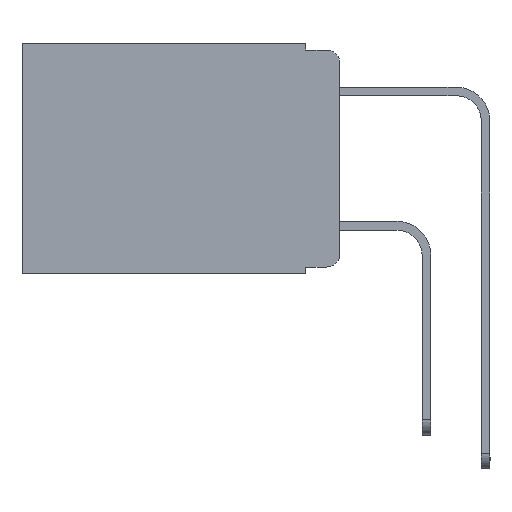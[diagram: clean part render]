
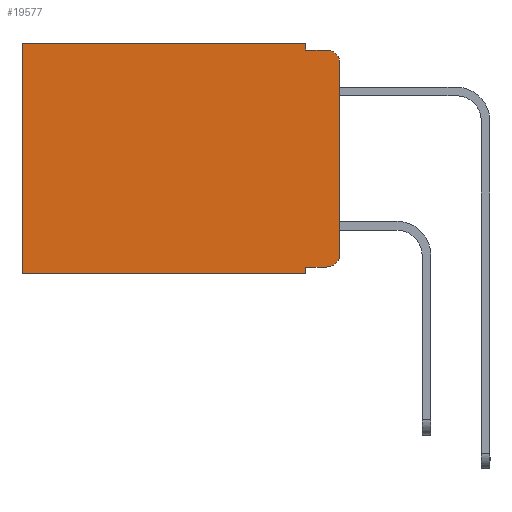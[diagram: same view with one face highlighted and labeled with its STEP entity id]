
A CAD part, left-side view. The second image highlights one B-rep face of the part: STEP entity #19577.
In plain terms, the highlighted planar face has unit normal (-1, 0, 0).
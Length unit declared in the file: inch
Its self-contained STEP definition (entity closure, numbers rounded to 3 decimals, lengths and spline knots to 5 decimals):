
#222 = VERTEX_POINT ( 'NONE', #4562 ) ;
#1036 = VERTEX_POINT ( 'NONE', #16407 ) ;
#1111 = LINE ( 'NONE', #1213, #11387 ) ;
#1213 = CARTESIAN_POINT ( 'NONE',  ( 0.298, 0., 0. ) ) ;
#1240 = CARTESIAN_POINT ( 'NONE',  ( 0.298, 0.02, -0.333 ) ) ;
#1295 = PLANE ( 'NONE',  #14535 ) ;
#1422 = AXIS2_PLACEMENT_3D ( 'NONE', #13335, #18244, #11716 ) ;
#1755 = CIRCLE ( 'NONE', #1422, 0.02 ) ;
#2202 = VERTEX_POINT ( 'NONE', #15095 ) ;
#2204 = DIRECTION ( 'NONE',  ( 0., 0., -1. ) ) ;
#2378 = ORIENTED_EDGE ( 'NONE', *, *, #8706, .T. ) ;
#2503 = LINE ( 'NONE', #6905, #15295 ) ;
#2864 = CIRCLE ( 'NONE', #17847, 0.02 ) ;
#2902 = LINE ( 'NONE', #6071, #14037 ) ;
#3564 = VERTEX_POINT ( 'NONE', #12830 ) ;
#4562 = CARTESIAN_POINT ( 'NONE',  ( 0.298, 0.051, -0.01 ) ) ;
#4741 = DIRECTION ( 'NONE',  ( -1., 0., 0. ) ) ;
#5178 = ORIENTED_EDGE ( 'NONE', *, *, #12101, .T. ) ;
#5212 = VERTEX_POINT ( 'NONE', #12617 ) ;
#5726 = EDGE_LOOP ( 'NONE', ( #16867, #6762, #18586, #18911, #5178, #19067, #10447, #12260, #2378, #12570 ) ) ;
#6071 = CARTESIAN_POINT ( 'NONE',  ( 0.298, 0.051, -0.01 ) ) ;
#6310 = VERTEX_POINT ( 'NONE', #18291 ) ;
#6762 = ORIENTED_EDGE ( 'NONE', *, *, #9470, .T. ) ;
#6845 = VERTEX_POINT ( 'NONE', #15310 ) ;
#6905 = CARTESIAN_POINT ( 'NONE',  ( 0.298, 0.051, 0. ) ) ;
#7209 = FACE_OUTER_BOUND ( 'NONE', #5726, .T. ) ;
#7236 = EDGE_CURVE ( 'NONE', #11598, #6845, #1755, .T. ) ;
#7668 = EDGE_CURVE ( 'NONE', #3564, #2202, #11792, .T. ) ;
#8118 = CARTESIAN_POINT ( 'NONE',  ( 0.298, 0.051, -0.333 ) ) ;
#8448 = EDGE_CURVE ( 'NONE', #17686, #6845, #13245, .T. ) ;
#8706 = EDGE_CURVE ( 'NONE', #5212, #11598, #15793, .T. ) ;
#9052 = CARTESIAN_POINT ( 'NONE',  ( 0.298, 0., 0. ) ) ;
#9218 = DIRECTION ( 'NONE',  ( 0., 0., -1. ) ) ;
#9470 = EDGE_CURVE ( 'NONE', #17686, #6310, #2864, .T. ) ;
#10276 = DIRECTION ( 'NONE',  ( 0., 1., 0. ) ) ;
#10407 = DIRECTION ( 'NONE',  ( 0., 0., -1. ) ) ;
#10447 = ORIENTED_EDGE ( 'NONE', *, *, #17864, .F. ) ;
#11095 = VECTOR ( 'NONE', #19322, 39.37008 ) ;
#11238 = EDGE_CURVE ( 'NONE', #19629, #222, #2503, .T. ) ;
#11387 = VECTOR ( 'NONE', #16506, 39.37008 ) ;
#11598 = VERTEX_POINT ( 'NONE', #1240 ) ;
#11665 = VECTOR ( 'NONE', #10407, 39.37008 ) ;
#11716 = DIRECTION ( 'NONE',  ( 0., 0., -1. ) ) ;
#11792 = LINE ( 'NONE', #15059, #17073 ) ;
#11930 = CARTESIAN_POINT ( 'NONE',  ( 0.298, 0., 0. ) ) ;
#12008 = DIRECTION ( 'NONE',  ( 0., 0., -1. ) ) ;
#12101 = EDGE_CURVE ( 'NONE', #19629, #3564, #1111, .T. ) ;
#12183 = VECTOR ( 'NONE', #10276, 39.37008 ) ;
#12260 = ORIENTED_EDGE ( 'NONE', *, *, #12976, .F. ) ;
#12287 = DIRECTION ( 'NONE',  ( 0., -1., 0. ) ) ;
#12412 = CARTESIAN_POINT ( 'NONE',  ( 0.298, 0.051, 0. ) ) ;
#12570 = ORIENTED_EDGE ( 'NONE', *, *, #7236, .T. ) ;
#12617 = CARTESIAN_POINT ( 'NONE',  ( 0.298, 0.051, -0.333 ) ) ;
#12830 = CARTESIAN_POINT ( 'NONE',  ( 0.298, 0.473, 0. ) ) ;
#12976 = EDGE_CURVE ( 'NONE', #5212, #1036, #17802, .T. ) ;
#13172 = EDGE_CURVE ( 'NONE', #222, #6310, #2902, .T. ) ;
#13245 = LINE ( 'NONE', #11930, #11665 ) ;
#13335 = CARTESIAN_POINT ( 'NONE',  ( 0.298, 0.02, -0.313 ) ) ;
#13915 = CARTESIAN_POINT ( 'NONE',  ( 0.298, 0.02, -0.03 ) ) ;
#14037 = VECTOR ( 'NONE', #12287, 39.37008 ) ;
#14535 = AXIS2_PLACEMENT_3D ( 'NONE', #9052, #18433, #12008 ) ;
#14626 = VECTOR ( 'NONE', #17418, 39.37008 ) ;
#14858 = DIRECTION ( 'NONE',  ( 0., 0., -1. ) ) ;
#15059 = CARTESIAN_POINT ( 'NONE',  ( 0.298, 0.473, 0. ) ) ;
#15063 = CARTESIAN_POINT ( 'NONE',  ( 0.298, 0., -0.343 ) ) ;
#15095 = CARTESIAN_POINT ( 'NONE',  ( 0.298, 0.473, -0.343 ) ) ;
#15295 = VECTOR ( 'NONE', #2204, 39.37008 ) ;
#15310 = CARTESIAN_POINT ( 'NONE',  ( 0.298, 0., -0.313 ) ) ;
#15793 = LINE ( 'NONE', #8118, #14626 ) ;
#16267 = CARTESIAN_POINT ( 'NONE',  ( 0.298, 0.051, 0. ) ) ;
#16407 = CARTESIAN_POINT ( 'NONE',  ( 0.298, 0.051, -0.343 ) ) ;
#16506 = DIRECTION ( 'NONE',  ( 0., 1., 0. ) ) ;
#16867 = ORIENTED_EDGE ( 'NONE', *, *, #8448, .F. ) ;
#17073 = VECTOR ( 'NONE', #14858, 39.37008 ) ;
#17117 = CARTESIAN_POINT ( 'NONE',  ( 0.298, 0., -0.03 ) ) ;
#17418 = DIRECTION ( 'NONE',  ( 0., -1., 0. ) ) ;
#17686 = VERTEX_POINT ( 'NONE', #17117 ) ;
#17802 = LINE ( 'NONE', #16267, #11095 ) ;
#17847 = AXIS2_PLACEMENT_3D ( 'NONE', #13915, #4741, #9218 ) ;
#17864 = EDGE_CURVE ( 'NONE', #1036, #2202, #18125, .T. ) ;
#18125 = LINE ( 'NONE', #15063, #12183 ) ;
#18244 = DIRECTION ( 'NONE',  ( -1., 0., 0. ) ) ;
#18291 = CARTESIAN_POINT ( 'NONE',  ( 0.298, 0.02, -0.01 ) ) ;
#18433 = DIRECTION ( 'NONE',  ( 1., 0., 0. ) ) ;
#18586 = ORIENTED_EDGE ( 'NONE', *, *, #13172, .F. ) ;
#18911 = ORIENTED_EDGE ( 'NONE', *, *, #11238, .F. ) ;
#19067 = ORIENTED_EDGE ( 'NONE', *, *, #7668, .T. ) ;
#19322 = DIRECTION ( 'NONE',  ( 0., 0., -1. ) ) ;
#19577 = ADVANCED_FACE ( 'NONE', ( #7209 ), #1295, .F. ) ;
#19629 = VERTEX_POINT ( 'NONE', #12412 ) ;
